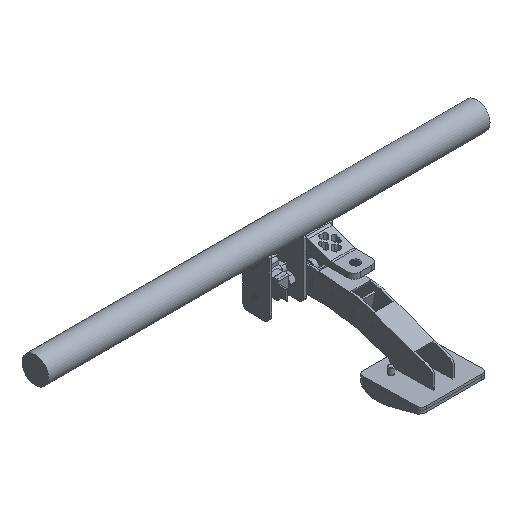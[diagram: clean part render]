
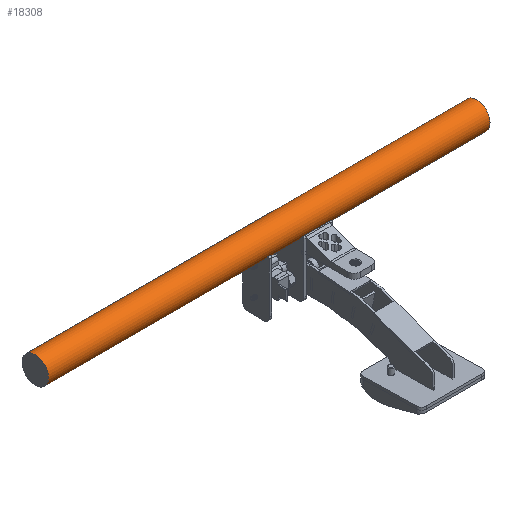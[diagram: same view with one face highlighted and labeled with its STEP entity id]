
A CAD part, isometric view. The second image highlights one B-rep face of the part: STEP entity #18308.
In plain terms, the highlighted cylindrical face has radius 15.875 mm (diameter 31.75 mm), a full revolution.
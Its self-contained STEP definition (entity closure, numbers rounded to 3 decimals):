
#1721=CYLINDRICAL_SURFACE('',#20224,15.875);
#2429=CIRCLE('',#20223,15.875);
#2430=CIRCLE('',#20225,15.875);
#3407=FACE_OUTER_BOUND('',#4491,.T.);
#4491=EDGE_LOOP('',(#16850,#16851,#16852,#16853));
#5848=LINE('',#44905,#7204);
#7204=VECTOR('',#24804,15.875);
#8933=VERTEX_POINT('',#44900);
#8934=VERTEX_POINT('',#44903);
#11572=EDGE_CURVE('',#8933,#8933,#2429,.T.);
#11573=EDGE_CURVE('',#8934,#8934,#2430,.T.);
#11574=EDGE_CURVE('',#8934,#8933,#5848,.T.);
#16850=ORIENTED_EDGE('',*,*,#11573,.F.);
#16851=ORIENTED_EDGE('',*,*,#11574,.T.);
#16852=ORIENTED_EDGE('',*,*,#11572,.F.);
#16853=ORIENTED_EDGE('',*,*,#11574,.F.);
#18308=ADVANCED_FACE('',(#3407),#1721,.T.);
#20223=AXIS2_PLACEMENT_3D('',#44901,#24798,#24799);
#20224=AXIS2_PLACEMENT_3D('',#44902,#24800,#24801);
#20225=AXIS2_PLACEMENT_3D('',#44904,#24802,#24803);
#24798=DIRECTION('center_axis',(-1.,0.,0.));
#24799=DIRECTION('ref_axis',(0.,-1.,0.));
#24800=DIRECTION('center_axis',(1.,0.,0.));
#24801=DIRECTION('ref_axis',(0.,-1.,0.));
#24802=DIRECTION('center_axis',(1.,0.,0.));
#24803=DIRECTION('ref_axis',(0.,-1.,0.));
#24804=DIRECTION('',(-1.,0.,0.));
#44900=CARTESIAN_POINT('',(-305.37,15.875,76.2));
#44901=CARTESIAN_POINT('Origin',(-305.37,0.,76.2));
#44902=CARTESIAN_POINT('Origin',(-41.275,0.,76.2));
#44903=CARTESIAN_POINT('',(222.82,15.875,76.2));
#44904=CARTESIAN_POINT('Origin',(222.82,0.,76.2));
#44905=CARTESIAN_POINT('',(-41.275,15.875,76.2));
